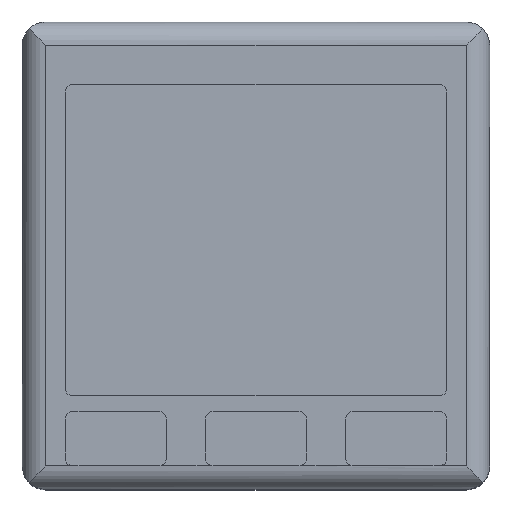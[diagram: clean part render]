
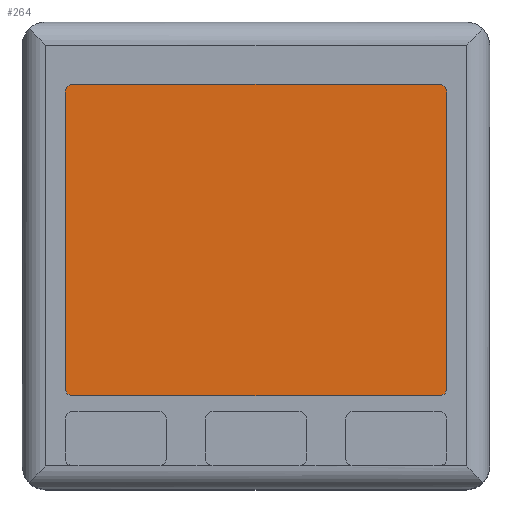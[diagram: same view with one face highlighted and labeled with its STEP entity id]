
A CAD part, top view. The second image highlights one B-rep face of the part: STEP entity #264.
In plain terms, the highlighted planar face has unit normal (0, 0, 1).
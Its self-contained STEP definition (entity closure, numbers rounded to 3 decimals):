
#264 = ADVANCED_FACE( '', ( #526 ), #527, .T. );
#526 = FACE_OUTER_BOUND( '', #779, .T. );
#527 = PLANE( '', #780 );
#779 = EDGE_LOOP( '', ( #1405, #1406, #1407, #1408, #1409, #1410, #1411, #1412 ) );
#780 = AXIS2_PLACEMENT_3D( '', #1413, #1414, #1415 );
#1405 = ORIENTED_EDGE( '', *, *, #1637, .T. );
#1406 = ORIENTED_EDGE( '', *, *, #1485, .T. );
#1407 = ORIENTED_EDGE( '', *, *, #1454, .T. );
#1408 = ORIENTED_EDGE( '', *, *, #1699, .T. );
#1409 = ORIENTED_EDGE( '', *, *, #1692, .T. );
#1410 = ORIENTED_EDGE( '', *, *, #1558, .T. );
#1411 = ORIENTED_EDGE( '', *, *, #1514, .T. );
#1412 = ORIENTED_EDGE( '', *, *, #1635, .T. );
#1413 = CARTESIAN_POINT( '', ( -11.75, 6.5, 25.25 ) );
#1414 = DIRECTION( '', ( 0., 0., 1. ) );
#1415 = DIRECTION( '', ( 1., 0., 0. ) );
#1454 = EDGE_CURVE( '', #1709, #1707, #1710, .T. );
#1485 = EDGE_CURVE( '', #1762, #1709, #1763, .T. );
#1514 = EDGE_CURVE( '', #1813, #1811, #1814, .T. );
#1558 = EDGE_CURVE( '', #1885, #1813, #1886, .T. );
#1635 = EDGE_CURVE( '', #1811, #1994, #1996, .T. );
#1637 = EDGE_CURVE( '', #1994, #1762, #1998, .T. );
#1692 = EDGE_CURVE( '', #2061, #1885, #2062, .T. );
#1699 = EDGE_CURVE( '', #1707, #2061, #2069, .T. );
#1707 = VERTEX_POINT( '', #2078 );
#1709 = VERTEX_POINT( '', #2081 );
#1710 = LINE( '', #2082, #2083 );
#1762 = VERTEX_POINT( '', #2147 );
#1763 = CIRCLE( '', #2148, 0.5 );
#1811 = VERTEX_POINT( '', #2226 );
#1813 = VERTEX_POINT( '', #2229 );
#1814 = LINE( '', #2230, #2231 );
#1885 = VERTEX_POINT( '', #2325 );
#1886 = CIRCLE( '', #2326, 0.5 );
#1994 = VERTEX_POINT( '', #2484 );
#1996 = CIRCLE( '', #2487, 0.5 );
#1998 = LINE( '', #2489, #2490 );
#2061 = VERTEX_POINT( '', #2587 );
#2062 = LINE( '', #2588, #2589 );
#2069 = CIRCLE( '', #2598, 0.5 );
#2078 = CARTESIAN_POINT( '', ( 11.75, 6., 25.25 ) );
#2081 = CARTESIAN_POINT( '', ( -11.75, 6., 25.25 ) );
#2082 = CARTESIAN_POINT( '', ( -11.75, 6., 25.25 ) );
#2083 = VECTOR( '', #2604, 1000. );
#2147 = CARTESIAN_POINT( '', ( -12.25, 6.5, 25.25 ) );
#2148 = AXIS2_PLACEMENT_3D( '', #2650, #2651, #2652 );
#2226 = CARTESIAN_POINT( '', ( -11.75, 26., 25.25 ) );
#2229 = CARTESIAN_POINT( '', ( 11.75, 26., 25.25 ) );
#2230 = CARTESIAN_POINT( '', ( 11.75, 26., 25.25 ) );
#2231 = VECTOR( '', #2681, 1000. );
#2325 = CARTESIAN_POINT( '', ( 12.25, 25.5, 25.25 ) );
#2326 = AXIS2_PLACEMENT_3D( '', #2742, #2743, #2744 );
#2484 = CARTESIAN_POINT( '', ( -12.25, 25.5, 25.25 ) );
#2487 = AXIS2_PLACEMENT_3D( '', #2842, #2843, #2844 );
#2489 = CARTESIAN_POINT( '', ( -12.25, 25.5, 25.25 ) );
#2490 = VECTOR( '', #2845, 1000. );
#2587 = CARTESIAN_POINT( '', ( 12.25, 6.5, 25.25 ) );
#2588 = CARTESIAN_POINT( '', ( 12.25, 6.5, 25.25 ) );
#2589 = VECTOR( '', #2893, 1000. );
#2598 = AXIS2_PLACEMENT_3D( '', #2896, #2897, #2898 );
#2604 = DIRECTION( '', ( 1., 0., 0. ) );
#2650 = CARTESIAN_POINT( '', ( -11.75, 6.5, 25.25 ) );
#2651 = DIRECTION( '', ( 0., 0., 1. ) );
#2652 = DIRECTION( '', ( 1., 0., 0. ) );
#2681 = DIRECTION( '', ( -1., 0., 0. ) );
#2742 = CARTESIAN_POINT( '', ( 11.75, 25.5, 25.25 ) );
#2743 = DIRECTION( '', ( 0., 0., 1. ) );
#2744 = DIRECTION( '', ( 1., 0., 0. ) );
#2842 = CARTESIAN_POINT( '', ( -11.75, 25.5, 25.25 ) );
#2843 = DIRECTION( '', ( 0., 0., 1. ) );
#2844 = DIRECTION( '', ( 1., 0., 0. ) );
#2845 = DIRECTION( '', ( 0., -1., 0. ) );
#2893 = DIRECTION( '', ( 0., 1., 0. ) );
#2896 = CARTESIAN_POINT( '', ( 11.75, 6.5, 25.25 ) );
#2897 = DIRECTION( '', ( 0., 0., 1. ) );
#2898 = DIRECTION( '', ( 1., 0., 0. ) );
